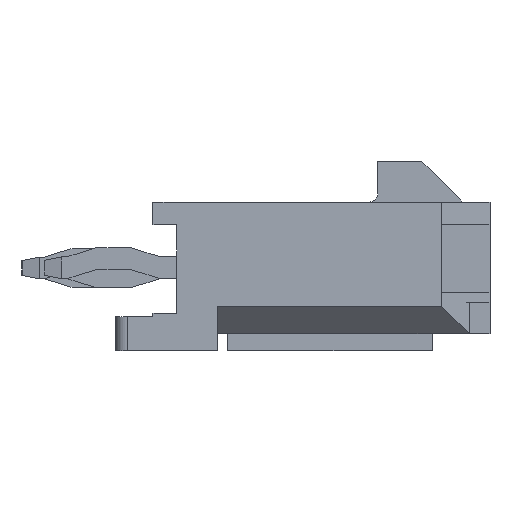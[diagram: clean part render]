
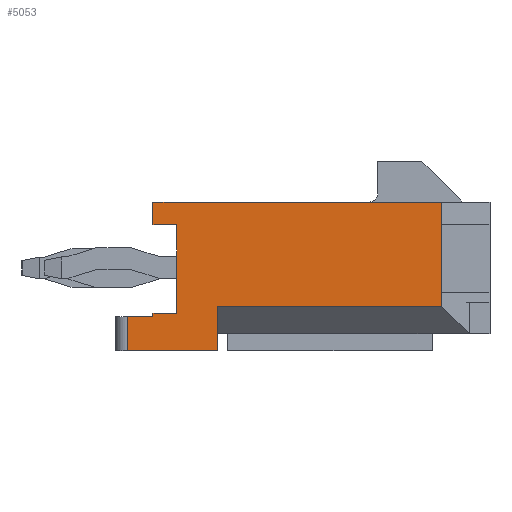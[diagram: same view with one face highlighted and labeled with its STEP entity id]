
A CAD part, left-side view. The second image highlights one B-rep face of the part: STEP entity #5053.
In plain terms, the highlighted planar face has unit normal (-1, 0, 0).
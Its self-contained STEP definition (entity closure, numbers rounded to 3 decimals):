
#585=ORIENTED_EDGE('',*,*,#1973,.F.);
#586=ORIENTED_EDGE('',*,*,#1974,.T.);
#587=ORIENTED_EDGE('',*,*,#1975,.F.);
#588=ORIENTED_EDGE('',*,*,#1976,.F.);
#589=ORIENTED_EDGE('',*,*,#1977,.F.);
#590=ORIENTED_EDGE('',*,*,#1597,.T.);
#591=ORIENTED_EDGE('',*,*,#1978,.T.);
#592=ORIENTED_EDGE('',*,*,#1979,.T.);
#593=ORIENTED_EDGE('',*,*,#1980,.T.);
#594=ORIENTED_EDGE('',*,*,#1981,.T.);
#595=ORIENTED_EDGE('',*,*,#1982,.T.);
#596=ORIENTED_EDGE('',*,*,#1983,.T.);
#597=ORIENTED_EDGE('',*,*,#1984,.T.);
#598=ORIENTED_EDGE('',*,*,#1985,.T.);
#1597=EDGE_CURVE('',#2329,#2328,#2803,.T.);
#1973=EDGE_CURVE('',#2628,#2629,#3179,.T.);
#1974=EDGE_CURVE('',#2628,#2630,#3180,.T.);
#1975=EDGE_CURVE('',#2631,#2630,#3181,.T.);
#1976=EDGE_CURVE('',#2632,#2631,#3182,.T.);
#1977=EDGE_CURVE('',#2329,#2632,#3183,.T.);
#1978=EDGE_CURVE('',#2328,#2633,#3184,.T.);
#1979=EDGE_CURVE('',#2633,#2634,#3185,.T.);
#1980=EDGE_CURVE('',#2634,#2635,#3186,.T.);
#1981=EDGE_CURVE('',#2635,#2636,#3187,.T.);
#1982=EDGE_CURVE('',#2636,#2637,#3188,.T.);
#1983=EDGE_CURVE('',#2637,#2638,#3189,.T.);
#1984=EDGE_CURVE('',#2638,#2639,#3190,.T.);
#1985=EDGE_CURVE('',#2639,#2629,#3191,.T.);
#2328=VERTEX_POINT('',#6957);
#2329=VERTEX_POINT('',#6959);
#2628=VERTEX_POINT('',#7701);
#2629=VERTEX_POINT('',#7702);
#2630=VERTEX_POINT('',#7704);
#2631=VERTEX_POINT('',#7706);
#2632=VERTEX_POINT('',#7708);
#2633=VERTEX_POINT('',#7711);
#2634=VERTEX_POINT('',#7713);
#2635=VERTEX_POINT('',#7715);
#2636=VERTEX_POINT('',#7717);
#2637=VERTEX_POINT('',#7719);
#2638=VERTEX_POINT('',#7721);
#2639=VERTEX_POINT('',#7723);
#2803=LINE('',#6958,#3529);
#3179=LINE('',#7700,#3905);
#3180=LINE('',#7703,#3906);
#3181=LINE('',#7705,#3907);
#3182=LINE('',#7707,#3908);
#3183=LINE('',#7709,#3909);
#3184=LINE('',#7710,#3910);
#3185=LINE('',#7712,#3911);
#3186=LINE('',#7714,#3912);
#3187=LINE('',#7716,#3913);
#3188=LINE('',#7718,#3914);
#3189=LINE('',#7720,#3915);
#3190=LINE('',#7722,#3916);
#3191=LINE('',#7724,#3917);
#3529=VECTOR('',#5625,1000.);
#3905=VECTOR('',#6135,1000.);
#3906=VECTOR('',#6136,1000.);
#3907=VECTOR('',#6137,1000.);
#3908=VECTOR('',#6138,1000.);
#3909=VECTOR('',#6139,1000.);
#3910=VECTOR('',#6140,1000.);
#3911=VECTOR('',#6141,1000.);
#3912=VECTOR('',#6142,1000.);
#3913=VECTOR('',#6143,1000.);
#3914=VECTOR('',#6144,1000.);
#3915=VECTOR('',#6145,1000.);
#3916=VECTOR('',#6146,1000.);
#3917=VECTOR('',#6147,1000.);
#4270=EDGE_LOOP('',(#585,#586,#587,#588,#589,#590,#591,#592,#593,#594,#595,
#596,#597,#598));
#4542=FACE_BOUND('',#4270,.T.);
#4799=PLANE('',#5337);
#5053=ADVANCED_FACE('',(#4542),#4799,.T.);
#5337=AXIS2_PLACEMENT_3D('',#7699,#6133,#6134);
#5625=DIRECTION('',(0.,1.,0.));
#6133=DIRECTION('',(-1.,0.,0.));
#6134=DIRECTION('',(0.,0.,1.));
#6135=DIRECTION('',(0.,0.,-1.));
#6136=DIRECTION('',(0.,-1.,0.));
#6137=DIRECTION('',(0.,0.,-1.));
#6138=DIRECTION('',(0.,0.,-1.));
#6139=DIRECTION('',(0.,0.,-1.));
#6140=DIRECTION('',(0.,0.,-1.));
#6141=DIRECTION('',(0.,-1.,0.));
#6142=DIRECTION('',(0.,0.,-1.));
#6143=DIRECTION('',(0.,1.,0.));
#6144=DIRECTION('',(0.,0.,-1.));
#6145=DIRECTION('',(0.,1.,0.));
#6146=DIRECTION('',(0.,0.,-1.));
#6147=DIRECTION('',(0.,-1.,0.));
#6957=CARTESIAN_POINT('',(-10.825,4.95,2.185));
#6958=CARTESIAN_POINT('',(-10.825,-4.95,2.185));
#6959=CARTESIAN_POINT('',(-10.825,-3.536,2.185));
#7699=CARTESIAN_POINT('',(-10.825,0.,0.));
#7700=CARTESIAN_POINT('',(-10.825,3.05,-1.685));
#7701=CARTESIAN_POINT('',(-10.825,3.05,-0.885));
#7702=CARTESIAN_POINT('',(-10.825,3.05,-2.185));
#7703=CARTESIAN_POINT('',(-10.825,0.,-0.885));
#7704=CARTESIAN_POINT('',(-10.825,-3.536,-0.885));
#7705=CARTESIAN_POINT('',(-10.825,-3.536,0.));
#7706=CARTESIAN_POINT('',(-10.825,-3.536,-0.465));
#7707=CARTESIAN_POINT('',(-10.825,-3.536,1.535));
#7708=CARTESIAN_POINT('',(-10.825,-3.536,1.535));
#7709=CARTESIAN_POINT('',(-10.825,-3.536,0.));
#7710=CARTESIAN_POINT('',(-10.825,4.95,2.185));
#7711=CARTESIAN_POINT('',(-10.825,4.95,1.515));
#7712=CARTESIAN_POINT('',(-10.825,0.,1.515));
#7713=CARTESIAN_POINT('',(-10.825,4.25,1.515));
#7714=CARTESIAN_POINT('',(-10.825,4.25,0.));
#7715=CARTESIAN_POINT('',(-10.825,4.25,-1.085));
#7716=CARTESIAN_POINT('',(-10.825,0.,-1.085));
#7717=CARTESIAN_POINT('',(-10.825,4.95,-1.085));
#7718=CARTESIAN_POINT('',(-10.825,4.95,2.185));
#7719=CARTESIAN_POINT('',(-10.825,4.95,-1.185));
#7720=CARTESIAN_POINT('',(-10.825,4.95,-1.185));
#7721=CARTESIAN_POINT('',(-10.825,5.7,-1.185));
#7722=CARTESIAN_POINT('',(-10.825,5.7,-1.185));
#7723=CARTESIAN_POINT('',(-10.825,5.7,-2.185));
#7724=CARTESIAN_POINT('',(-10.825,4.95,-2.185));
